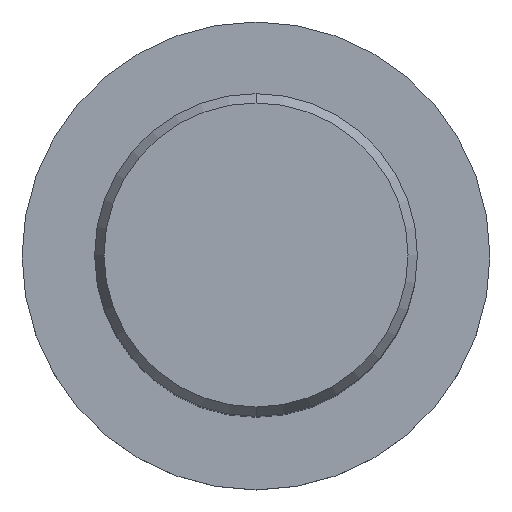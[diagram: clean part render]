
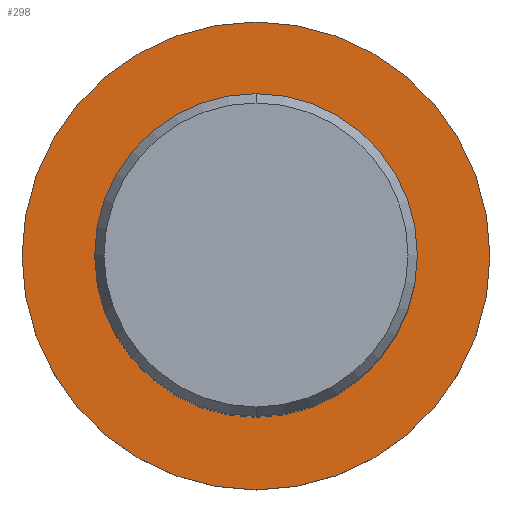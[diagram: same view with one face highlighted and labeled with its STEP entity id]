
A CAD part, top view. The second image highlights one B-rep face of the part: STEP entity #298.
In plain terms, the highlighted planar face has unit normal (0, 0, 1).
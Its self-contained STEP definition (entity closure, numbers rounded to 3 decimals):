
#234=EDGE_CURVE('',#392,#358,#570,.T.);
#238=EDGE_CURVE('',#338,#344,#574,.T.);
#264=EDGE_CURVE('',#344,#338,#602,.T.);
#284=EDGE_CURVE('',#358,#392,#624,.T.);
#298=ADVANCED_FACE('',(#638,#639),#640,.T.);
#338=VERTEX_POINT('',#686);
#344=VERTEX_POINT('',#693);
#358=VERTEX_POINT('',#709);
#392=VERTEX_POINT('',#747);
#570=CIRCLE('',#975,29.0);
#574=CIRCLE('',#980,20.0);
#602=CIRCLE('',#1015,20.0);
#624=CIRCLE('',#1064,29.0);
#638=FACE_BOUND('',#1110,.T.);
#639=FACE_OUTER_BOUND('',#1111,.T.);
#640=PLANE('',#1112);
#686=CARTESIAN_POINT('',(0.0,20.0,-70.0));
#693=CARTESIAN_POINT('',(0.,-20.0,-70.0));
#709=CARTESIAN_POINT('',(0.0,29.0,-70.0));
#747=CARTESIAN_POINT('',(0.,-29.0,-70.0));
#975=AXIS2_PLACEMENT_3D('',#1654,#1655,#1656);
#980=AXIS2_PLACEMENT_3D('',#1657,#1658,#1659);
#1015=AXIS2_PLACEMENT_3D('',#1687,#1688,#1689);
#1064=AXIS2_PLACEMENT_3D('',#1707,#1708,#1709);
#1110=EDGE_LOOP('',(#1721,#1722));
#1111=EDGE_LOOP('',(#1723,#1724));
#1112=AXIS2_PLACEMENT_3D('',#1725,#1726,#1727);
#1654=CARTESIAN_POINT('',(0.0,0.0,-70.0));
#1655=DIRECTION('',(0.0,0.0,-1.0));
#1656=DIRECTION('',(0.0,1.0,0.0));
#1657=CARTESIAN_POINT('',(0.0,0.0,-70.0));
#1658=DIRECTION('',(-0.0,0.0,-1.0));
#1659=DIRECTION('',(0.0,1.0,0.0));
#1687=CARTESIAN_POINT('',(0.0,0.0,-70.0));
#1688=DIRECTION('',(-0.0,0.0,-1.0));
#1689=DIRECTION('',(0.0,1.0,0.0));
#1707=CARTESIAN_POINT('',(0.0,0.0,-70.0));
#1708=DIRECTION('',(0.0,0.0,-1.0));
#1709=DIRECTION('',(0.0,1.0,0.0));
#1721=ORIENTED_EDGE('',*,*,#238,.T.);
#1722=ORIENTED_EDGE('',*,*,#264,.T.);
#1723=ORIENTED_EDGE('',*,*,#284,.F.);
#1724=ORIENTED_EDGE('',*,*,#234,.F.);
#1725=CARTESIAN_POINT('',(0.0,14.5,-70.0));
#1726=DIRECTION('',(-0.0,0.0,1.0));
#1727=DIRECTION('',(0.0,-1.0,0.0));
